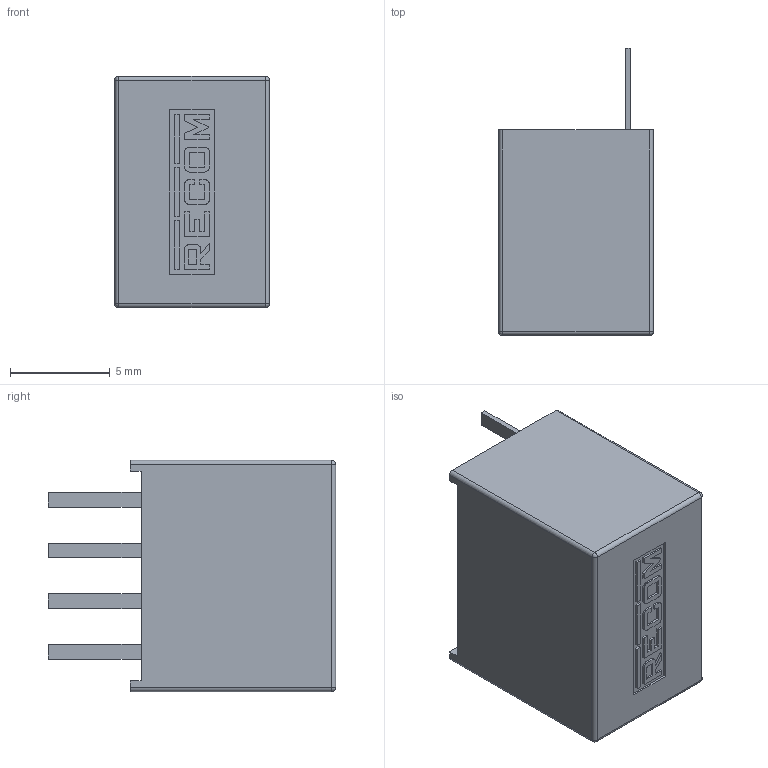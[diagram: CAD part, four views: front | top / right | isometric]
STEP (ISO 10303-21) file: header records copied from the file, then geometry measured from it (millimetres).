
FILE_DESCRIPTION(('FreeCAD Model'),'2;1');
FILE_NAME('RI3_3D_20190725.step','2019-07-25T10:18:56',('Author'),(''), 'Open CASCADE STEP processor 7.3','FreeCAD','Unknown');
FILE_SCHEMA(('AUTOMOTIVE_DESIGN { 1 0 10303 214 1 1 1 1 }'));
Length unit declared in the file: millimetre
Products named in the file (6): RI3_case; RI3_pin4(+Vout); RI3_pin1(-Vin; RI3_pin2(+Vin); RI3_pin3(-Vout); RI3_potting
Bounding box: 7.75 x 14.4 x 11.6 mm (x, y, z)
Volume: 274.3 mm3; surface area: 1087.6 mm2
Topology: 6 solids, 6 shells, 210 faces, 801 edges, 670 vertices
Faces by surface type: plane 186, cylinder 20, sphere 4
Entity records: 10705 total; most frequent: CARTESIAN_POINT 2567, ORIENTED_EDGE 1602, DIRECTION 1083, EDGE_CURVE 801, VERTEX_POINT 670, LINE 551, VECTOR 551, FACE_BOUND 277
